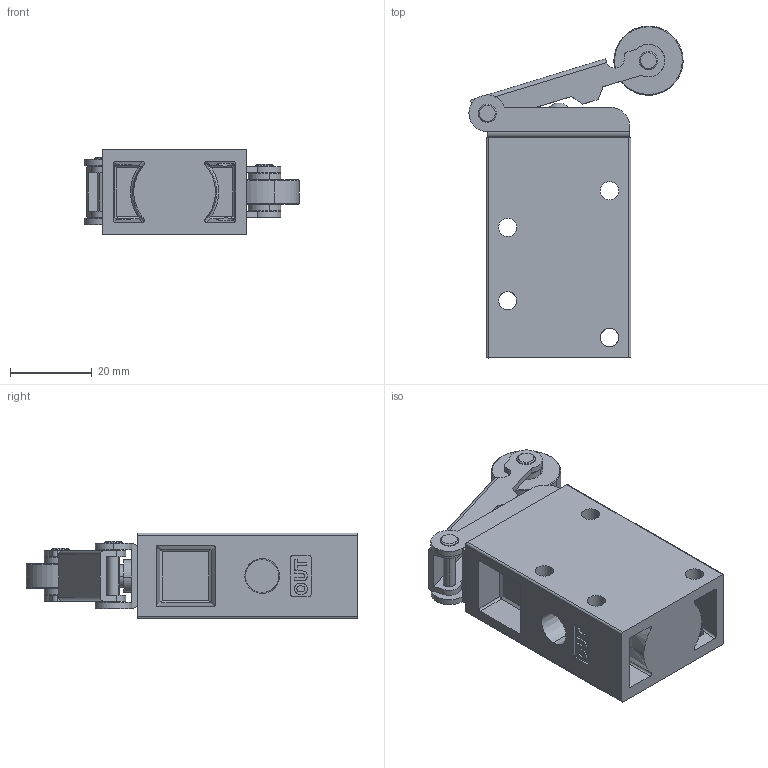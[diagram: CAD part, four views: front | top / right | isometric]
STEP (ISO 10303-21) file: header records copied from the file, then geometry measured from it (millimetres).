
FILE_DESCRIPTION (( 'STEP AP203' ), '1' );
FILE_NAME ('YMV310-1RB.STEP', '2020-04-06T04:26:20', ( 'user' ), ( '' ), 'SwSTEP 2.0', 'SolidWorks 2008', '' );
FILE_SCHEMA (( 'CONFIG_CONTROL_DESIGN' ));
Length unit declared in the file: millimetre
Products named in the file (10): YMV300 Body; YMV310-1RB; YMV310 HOUSING_晦獄 撲薑; PU; YMV310-1RB(17mm)_ル遽; RLV400 Lower Lever_ル遽; RLV400 1-Upper Lever_ル遽; RLV400 ROLLER PIN-2_ル遽; RLV RB(17mm)_ル遽; RLV400 ROLLER PIN_ル遽
Assembly tree (9 placements, depth 3):
  YMV310-1RB
    PU
    YMV310 HOUSING_晦獄 撲薑
    YMV300 Body
    YMV310-1RB(17mm)_ル遽
      RLV400 ROLLER PIN_ル遽
      RLV400 Lower Lever_ル遽
      RLV400 ROLLER PIN-2_ル遽
      RLV RB(17mm)_ル遽
      RLV400 1-Upper Lever_ル遽
Bounding box: 52.54 x 81.42 x 21 mm (x, y, z)
Volume: 38856 mm3; surface area: 18298.9 mm2
Topology: 8 solids, 9 shells, 404 faces, 1041 edges, 678 vertices
Faces by surface type: plane 166, cylinder 124, bspline 74, cone 38, torus 2
Entity records: 16002 total; most frequent: CARTESIAN_POINT 5567, ORIENTED_EDGE 2066, DIRECTION 1741, EDGE_CURVE 1033, VERTEX_POINT 678, AXIS2_PLACEMENT_3D 599, LINE 543, VECTOR 543
